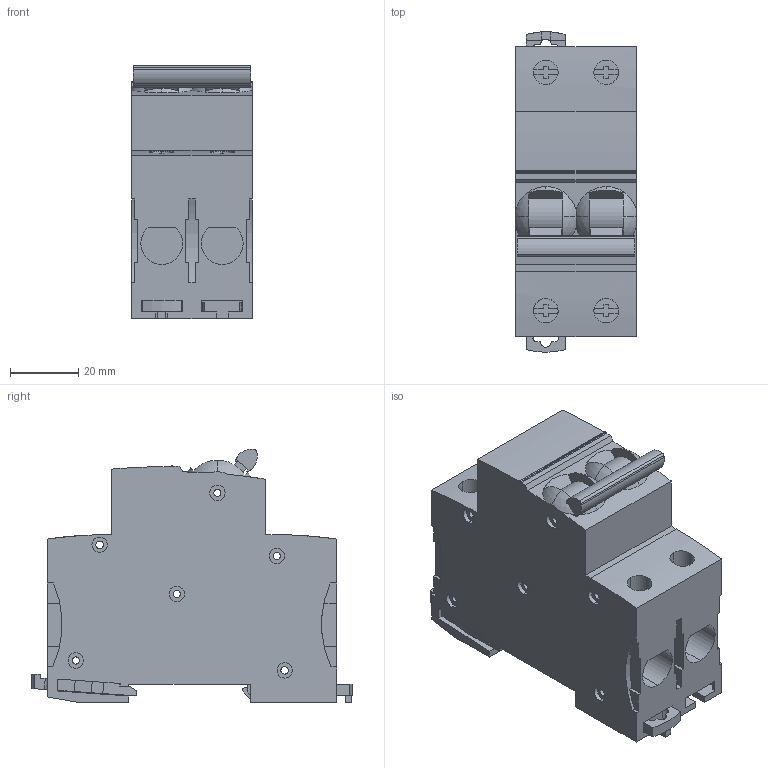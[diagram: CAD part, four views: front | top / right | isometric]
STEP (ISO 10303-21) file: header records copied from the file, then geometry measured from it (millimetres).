
FILE_DESCRIPTION(('STEP AP214'),'1');
FILE_NAME(' ',' ',('TraceParts'),('TraceParts S.A.'),'XStep 1.0',' ',' ');
FILE_SCHEMA(('automotive_design'));
Length unit declared in the file: millimetre
Products named in the file (8): SB100443_S_ASM|Next assembly relationship;COQUE_PRINCIPALE_2P; SB100443_S_ASM|Next assembly relationship;CLIP_2; SB100443_S_ASM|Next assembly relationship;CLIP_1; SB100443_S_ASM|Next assembly relationship;VIS_7_2; SB100443_S_ASM|Next assembly relationship;MANETTE_2
Bounding box: 35.4 x 93.9 x 74.3 mm (x, y, z)
Volume: 159125 mm3; surface area: 33970.4 mm2
Topology: 8 solids, 8 shells, 523 faces, 1461 edges, 971 vertices
Faces by surface type: plane 384, cylinder 131, sphere 8
Entity records: 17166 total; most frequent: CARTESIAN_POINT 3267, ORIENTED_EDGE 2922, DIRECTION 2807, EDGE_CURVE 1461, LINE 1119, VECTOR 1119, VERTEX_POINT 971, AXIS2_PLACEMENT_3D 844
